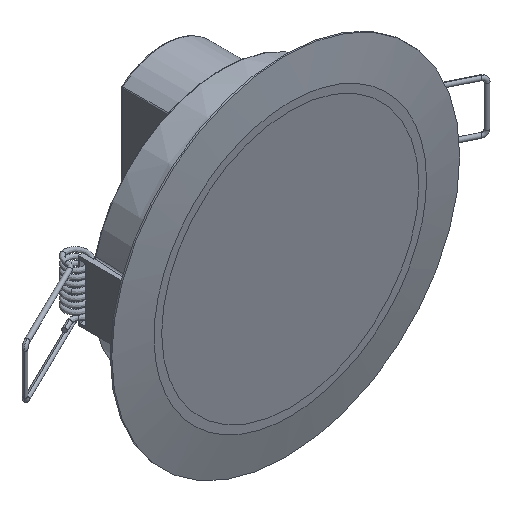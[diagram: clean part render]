
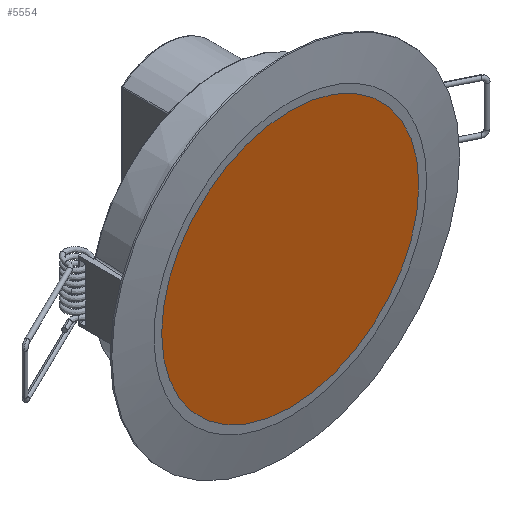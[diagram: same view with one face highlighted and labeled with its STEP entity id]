
A CAD part, isometric view. The second image highlights one B-rep face of the part: STEP entity #5554.
In plain terms, the highlighted face is planar.
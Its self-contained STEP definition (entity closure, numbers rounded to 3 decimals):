
#360 = AXIS2_PLACEMENT_3D ( 'NONE', #1193, #4093, #540 ) ;
#540 = DIRECTION ( 'NONE',  ( 0., -1., 0. ) ) ;
#712 = DIRECTION ( 'NONE',  ( 0., -1., 0. ) ) ;
#1193 = CARTESIAN_POINT ( 'NONE',  ( 0., 0., -2. ) ) ;
#1727 = AXIS2_PLACEMENT_3D ( 'NONE', #5397, #4761, #712 ) ;
#1753 = EDGE_LOOP ( 'NONE', ( #6208 ) ) ;
#4093 = DIRECTION ( 'NONE',  ( 0., 0., -1. ) ) ;
#4761 = DIRECTION ( 'NONE',  ( 0., 0., -1. ) ) ;
#4856 = EDGE_CURVE ( 'NONE', #6304, #6304, #7331, .T. ) ;
#5397 = CARTESIAN_POINT ( 'NONE',  ( 0., 0., -2. ) ) ;
#5554 = ADVANCED_FACE ( 'NONE', ( #6916 ), #7614, .T. ) ;
#6208 = ORIENTED_EDGE ( 'NONE', *, *, #4856, .T. ) ;
#6304 = VERTEX_POINT ( 'NONE', #7768 ) ;
#6916 = FACE_OUTER_BOUND ( 'NONE', #1753, .T. ) ;
#7331 = CIRCLE ( 'NONE', #360, 42.5 ) ;
#7614 = PLANE ( 'NONE',  #1727 ) ;
#7768 = CARTESIAN_POINT ( 'NONE',  ( 0., -42.5, -2. ) ) ;
